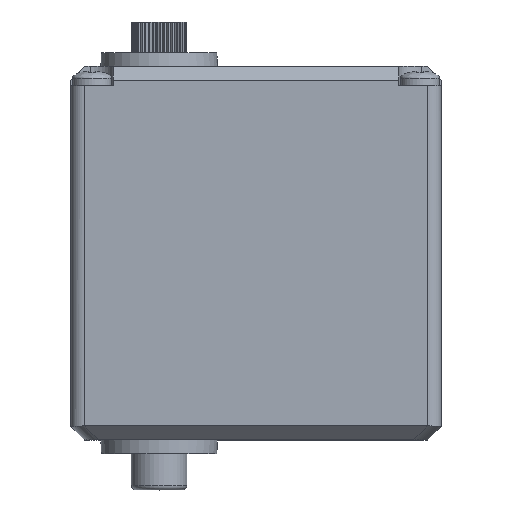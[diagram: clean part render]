
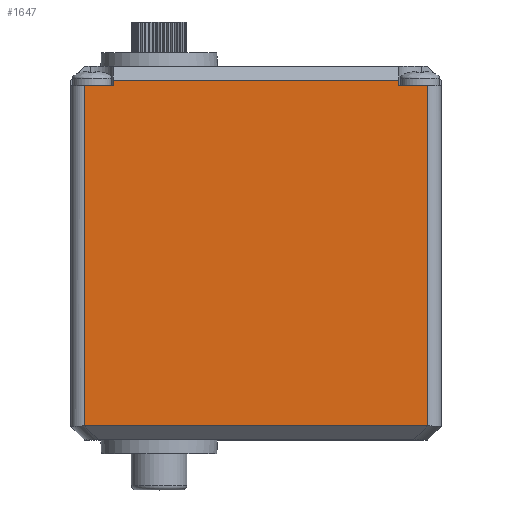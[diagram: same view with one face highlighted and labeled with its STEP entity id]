
A CAD part, top view. The second image highlights one B-rep face of the part: STEP entity #1647.
In plain terms, the highlighted planar face has unit normal (0, 0, 1).
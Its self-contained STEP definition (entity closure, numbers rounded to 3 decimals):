
#114 = VERTEX_POINT ( 'NONE', #10064 ) ;
#272 = DIRECTION ( 'NONE',  ( 0., -1., 0. ) ) ;
#467 = EDGE_CURVE ( 'NONE', #2554, #1768, #4008, .T. ) ;
#550 = ORIENTED_EDGE ( 'NONE', *, *, #467, .T. ) ;
#611 = CARTESIAN_POINT ( 'NONE',  ( -20., 18.05, 10.1 ) ) ;
#1133 = ORIENTED_EDGE ( 'NONE', *, *, #13304, .T. ) ;
#1436 = VERTEX_POINT ( 'NONE', #12420 ) ;
#1647 = ADVANCED_FACE ( 'NONE', ( #7551 ), #9751, .F. ) ;
#1709 = LINE ( 'NONE', #611, #5501 ) ;
#1768 = VERTEX_POINT ( 'NONE', #6753 ) ;
#1797 = VECTOR ( 'NONE', #1959, 1000. ) ;
#1866 = DIRECTION ( 'NONE',  ( 1., 0., 0. ) ) ;
#1959 = DIRECTION ( 'NONE',  ( 1., 0., 0. ) ) ;
#2454 = CARTESIAN_POINT ( 'NONE',  ( -18.5, 0., 10.1 ) ) ;
#2554 = VERTEX_POINT ( 'NONE', #3822 ) ;
#2616 = ORIENTED_EDGE ( 'NONE', *, *, #13277, .F. ) ;
#2642 = LINE ( 'NONE', #9224, #6057 ) ;
#2894 = ORIENTED_EDGE ( 'NONE', *, *, #7423, .T. ) ;
#3197 = LINE ( 'NONE', #13041, #1797 ) ;
#3314 = CARTESIAN_POINT ( 'NONE',  ( -18.5, -18.65, 10.1 ) ) ;
#3779 = VERTEX_POINT ( 'NONE', #4296 ) ;
#3819 = VECTOR ( 'NONE', #12377, 1000. ) ;
#3822 = CARTESIAN_POINT ( 'NONE',  ( 15.4, 18.05, 10.1 ) ) ;
#3921 = EDGE_LOOP ( 'NONE', ( #550, #4821, #7737, #12372, #1133, #4013, #2894, #2616 ) ) ;
#4008 = LINE ( 'NONE', #8402, #12861 ) ;
#4013 = ORIENTED_EDGE ( 'NONE', *, *, #7768, .T. ) ;
#4099 = EDGE_CURVE ( 'NONE', #1768, #3779, #7496, .T. ) ;
#4190 = VERTEX_POINT ( 'NONE', #3314 ) ;
#4296 = CARTESIAN_POINT ( 'NONE',  ( -15.4, 18.65, 10.1 ) ) ;
#4821 = ORIENTED_EDGE ( 'NONE', *, *, #4099, .T. ) ;
#4950 = EDGE_CURVE ( 'NONE', #5448, #1436, #1709, .T. ) ;
#5250 = DIRECTION ( 'NONE',  ( 0., 1., 0. ) ) ;
#5293 = VECTOR ( 'NONE', #5250, 1000. ) ;
#5448 = VERTEX_POINT ( 'NONE', #7535 ) ;
#5452 = DIRECTION ( 'NONE',  ( -1., 0., 0. ) ) ;
#5501 = VECTOR ( 'NONE', #1866, 1000. ) ;
#5584 = CARTESIAN_POINT ( 'NONE',  ( 20., 18.05, 10.1 ) ) ;
#5680 = VECTOR ( 'NONE', #272, 1000. ) ;
#6057 = VECTOR ( 'NONE', #11411, 1000. ) ;
#6753 = CARTESIAN_POINT ( 'NONE',  ( 15.4, 18.65, 10.1 ) ) ;
#7186 = CARTESIAN_POINT ( 'NONE',  ( 18.5, 18.05, 10.1 ) ) ;
#7423 = EDGE_CURVE ( 'NONE', #114, #11755, #10749, .T. ) ;
#7496 = LINE ( 'NONE', #11951, #13183 ) ;
#7535 = CARTESIAN_POINT ( 'NONE',  ( -18.5, 18.05, 10.1 ) ) ;
#7551 = FACE_OUTER_BOUND ( 'NONE', #3921, .T. ) ;
#7628 = CARTESIAN_POINT ( 'NONE',  ( 0., 0., 10.1 ) ) ;
#7688 = DIRECTION ( 'NONE',  ( 0., 0., -1. ) ) ;
#7737 = ORIENTED_EDGE ( 'NONE', *, *, #8348, .F. ) ;
#7768 = EDGE_CURVE ( 'NONE', #4190, #114, #3197, .T. ) ;
#7870 = LINE ( 'NONE', #5584, #3819 ) ;
#8348 = EDGE_CURVE ( 'NONE', #1436, #3779, #2642, .T. ) ;
#8402 = CARTESIAN_POINT ( 'NONE',  ( 15.4, 18.05, 10.1 ) ) ;
#8493 = AXIS2_PLACEMENT_3D ( 'NONE', #7628, #7688, #5452 ) ;
#9224 = CARTESIAN_POINT ( 'NONE',  ( -15.4, 18.05, 10.1 ) ) ;
#9443 = CARTESIAN_POINT ( 'NONE',  ( 18.5, 0., 10.1 ) ) ;
#9751 = PLANE ( 'NONE',  #8493 ) ;
#10064 = CARTESIAN_POINT ( 'NONE',  ( 18.5, -18.65, 10.1 ) ) ;
#10684 = DIRECTION ( 'NONE',  ( 0., 1., 0. ) ) ;
#10749 = LINE ( 'NONE', #9443, #5293 ) ;
#11411 = DIRECTION ( 'NONE',  ( 0., 1., 0. ) ) ;
#11755 = VERTEX_POINT ( 'NONE', #7186 ) ;
#11951 = CARTESIAN_POINT ( 'NONE',  ( 0., 18.65, 10.1 ) ) ;
#12372 = ORIENTED_EDGE ( 'NONE', *, *, #4950, .F. ) ;
#12377 = DIRECTION ( 'NONE',  ( 1., 0., 0. ) ) ;
#12420 = CARTESIAN_POINT ( 'NONE',  ( -15.4, 18.05, 10.1 ) ) ;
#12861 = VECTOR ( 'NONE', #10684, 1000. ) ;
#13041 = CARTESIAN_POINT ( 'NONE',  ( 0., -18.65, 10.1 ) ) ;
#13183 = VECTOR ( 'NONE', #14037, 1000. ) ;
#13277 = EDGE_CURVE ( 'NONE', #2554, #11755, #7870, .T. ) ;
#13304 = EDGE_CURVE ( 'NONE', #5448, #4190, #13623, .T. ) ;
#13623 = LINE ( 'NONE', #2454, #5680 ) ;
#14037 = DIRECTION ( 'NONE',  ( -1., 0., 0. ) ) ;
